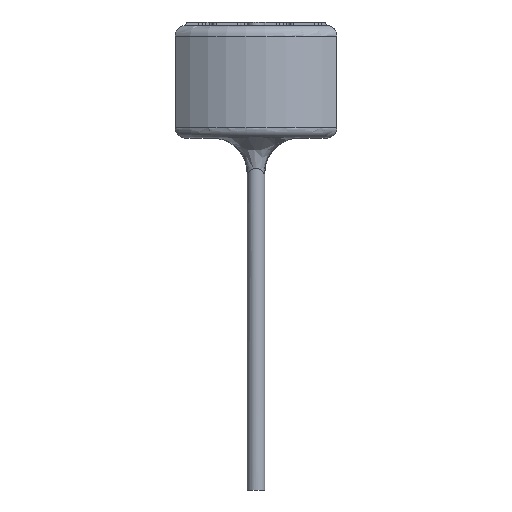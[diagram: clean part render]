
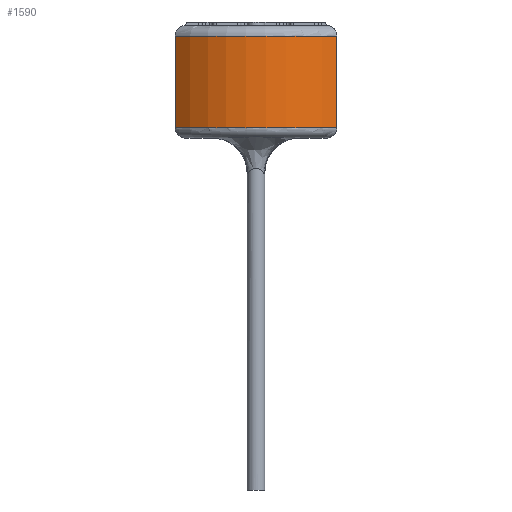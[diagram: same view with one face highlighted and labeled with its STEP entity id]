
A CAD part, front view. The second image highlights one B-rep face of the part: STEP entity #1590.
In plain terms, the highlighted cylindrical face has radius 3.259 mm (diameter 6.518 mm), a partial arc.
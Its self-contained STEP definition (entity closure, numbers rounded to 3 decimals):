
#345 = TOROIDAL_SURFACE('',#346,2.959,0.3);
#346 = AXIS2_PLACEMENT_3D('',#347,#348,#349);
#347 = CARTESIAN_POINT('',(0.,0.609,0.3));
#348 = DIRECTION('',(0.,0.,-1.));
#349 = DIRECTION('',(-0.706,-0.709,-0.));
#671 = VERTEX_POINT('',#672);
#672 = CARTESIAN_POINT('',(2.3,-1.7,0.3));
#686 = PLANE('',#687);
#687 = AXIS2_PLACEMENT_3D('',#688,#689,#690);
#688 = CARTESIAN_POINT('',(2.3,1.7,0.));
#689 = DIRECTION('',(1.,0.,0.));
#690 = DIRECTION('',(0.,-1.,0.));
#816 = PLANE('',#817);
#817 = AXIS2_PLACEMENT_3D('',#818,#819,#820);
#818 = CARTESIAN_POINT('',(-2.3,-1.7,0.));
#819 = DIRECTION('',(-1.,0.,0.));
#820 = DIRECTION('',(0.,1.,0.));
#833 = VERTEX_POINT('',#834);
#834 = CARTESIAN_POINT('',(-2.3,-1.7,0.3));
#925 = EDGE_CURVE('',#833,#671,#926,.T.);
#926 = SURFACE_CURVE('',#927,(#932,#939),.PCURVE_S1.);
#927 = CIRCLE('',#928,3.259);
#928 = AXIS2_PLACEMENT_3D('',#929,#930,#931);
#929 = CARTESIAN_POINT('',(0.,0.609,0.3));
#930 = DIRECTION('',(-0.,0.,1.));
#931 = DIRECTION('',(-0.706,-0.709,-0.));
#932 = PCURVE('',#345,#933);
#933 = DEFINITIONAL_REPRESENTATION('',(#934),#938);
#934 = LINE('',#935,#936);
#935 = CARTESIAN_POINT('',(-0.,0.));
#936 = VECTOR('',#937,1.);
#937 = DIRECTION('',(-1.,0.));
#938 = ( GEOMETRIC_REPRESENTATION_CONTEXT(2) 
PARAMETRIC_REPRESENTATION_CONTEXT() REPRESENTATION_CONTEXT('2D SPACE',''
  ) );
#939 = PCURVE('',#940,#945);
#940 = CYLINDRICAL_SURFACE('',#941,3.259);
#941 = AXIS2_PLACEMENT_3D('',#942,#943,#944);
#942 = CARTESIAN_POINT('',(0.,0.609,0.));
#943 = DIRECTION('',(-0.,-0.,-1.));
#944 = DIRECTION('',(1.,0.,0.));
#945 = DEFINITIONAL_REPRESENTATION('',(#946),#950);
#946 = LINE('',#947,#948);
#947 = CARTESIAN_POINT('',(-3.929,-0.3));
#948 = VECTOR('',#949,1.);
#949 = DIRECTION('',(-1.,0.));
#950 = ( GEOMETRIC_REPRESENTATION_CONTEXT(2) 
PARAMETRIC_REPRESENTATION_CONTEXT() REPRESENTATION_CONTEXT('2D SPACE',''
  ) );
#1308 = VERTEX_POINT('',#1309);
#1309 = CARTESIAN_POINT('',(2.3,-1.7,2.9));
#1335 = EDGE_CURVE('',#671,#1308,#1336,.T.);
#1336 = SURFACE_CURVE('',#1337,(#1341,#1348),.PCURVE_S1.);
#1337 = LINE('',#1338,#1339);
#1338 = CARTESIAN_POINT('',(2.3,-1.7,0.));
#1339 = VECTOR('',#1340,1.);
#1340 = DIRECTION('',(0.,0.,1.));
#1341 = PCURVE('',#686,#1342);
#1342 = DEFINITIONAL_REPRESENTATION('',(#1343),#1347);
#1343 = LINE('',#1344,#1345);
#1344 = CARTESIAN_POINT('',(3.4,0.));
#1345 = VECTOR('',#1346,1.);
#1346 = DIRECTION('',(0.,-1.));
#1347 = ( GEOMETRIC_REPRESENTATION_CONTEXT(2) 
PARAMETRIC_REPRESENTATION_CONTEXT() REPRESENTATION_CONTEXT('2D SPACE',''
  ) );
#1348 = PCURVE('',#940,#1349);
#1349 = DEFINITIONAL_REPRESENTATION('',(#1350),#1354);
#1350 = LINE('',#1351,#1352);
#1351 = CARTESIAN_POINT('',(-5.496,0.));
#1352 = VECTOR('',#1353,1.);
#1353 = DIRECTION('',(-0.,-1.));
#1354 = ( GEOMETRIC_REPRESENTATION_CONTEXT(2) 
PARAMETRIC_REPRESENTATION_CONTEXT() REPRESENTATION_CONTEXT('2D SPACE',''
  ) );
#1500 = EDGE_CURVE('',#833,#1501,#1503,.T.);
#1501 = VERTEX_POINT('',#1502);
#1502 = CARTESIAN_POINT('',(-2.3,-1.7,2.9));
#1503 = SURFACE_CURVE('',#1504,(#1508,#1515),.PCURVE_S1.);
#1504 = LINE('',#1505,#1506);
#1505 = CARTESIAN_POINT('',(-2.3,-1.7,0.));
#1506 = VECTOR('',#1507,1.);
#1507 = DIRECTION('',(0.,0.,1.));
#1508 = PCURVE('',#816,#1509);
#1509 = DEFINITIONAL_REPRESENTATION('',(#1510),#1514);
#1510 = LINE('',#1511,#1512);
#1511 = CARTESIAN_POINT('',(0.,0.));
#1512 = VECTOR('',#1513,1.);
#1513 = DIRECTION('',(0.,-1.));
#1514 = ( GEOMETRIC_REPRESENTATION_CONTEXT(2) 
PARAMETRIC_REPRESENTATION_CONTEXT() REPRESENTATION_CONTEXT('2D SPACE',''
  ) );
#1515 = PCURVE('',#940,#1516);
#1516 = DEFINITIONAL_REPRESENTATION('',(#1517),#1521);
#1517 = LINE('',#1518,#1519);
#1518 = CARTESIAN_POINT('',(-3.929,0.));
#1519 = VECTOR('',#1520,1.);
#1520 = DIRECTION('',(-0.,-1.));
#1521 = ( GEOMETRIC_REPRESENTATION_CONTEXT(2) 
PARAMETRIC_REPRESENTATION_CONTEXT() REPRESENTATION_CONTEXT('2D SPACE',''
  ) );
#1590 = ADVANCED_FACE('',(#1591),#940,.T.);
#1591 = FACE_BOUND('',#1592,.F.);
#1592 = EDGE_LOOP('',(#1593,#1594,#1621,#1622));
#1593 = ORIENTED_EDGE('',*,*,#1500,.T.);
#1594 = ORIENTED_EDGE('',*,*,#1595,.T.);
#1595 = EDGE_CURVE('',#1501,#1308,#1596,.T.);
#1596 = SURFACE_CURVE('',#1597,(#1602,#1609),.PCURVE_S1.);
#1597 = CIRCLE('',#1598,3.259);
#1598 = AXIS2_PLACEMENT_3D('',#1599,#1600,#1601);
#1599 = CARTESIAN_POINT('',(0.,0.609,2.9));
#1600 = DIRECTION('',(-0.,0.,1.));
#1601 = DIRECTION('',(-0.706,-0.709,-0.));
#1602 = PCURVE('',#940,#1603);
#1603 = DEFINITIONAL_REPRESENTATION('',(#1604),#1608);
#1604 = LINE('',#1605,#1606);
#1605 = CARTESIAN_POINT('',(-3.929,-2.9));
#1606 = VECTOR('',#1607,1.);
#1607 = DIRECTION('',(-1.,0.));
#1608 = ( GEOMETRIC_REPRESENTATION_CONTEXT(2) 
PARAMETRIC_REPRESENTATION_CONTEXT() REPRESENTATION_CONTEXT('2D SPACE',''
  ) );
#1609 = PCURVE('',#1610,#1615);
#1610 = TOROIDAL_SURFACE('',#1611,2.959,0.3);
#1611 = AXIS2_PLACEMENT_3D('',#1612,#1613,#1614);
#1612 = CARTESIAN_POINT('',(0.,0.609,2.9));
#1613 = DIRECTION('',(0.,0.,1.));
#1614 = DIRECTION('',(-0.706,-0.709,-0.));
#1615 = DEFINITIONAL_REPRESENTATION('',(#1616),#1620);
#1616 = LINE('',#1617,#1618);
#1617 = CARTESIAN_POINT('',(0.,0.));
#1618 = VECTOR('',#1619,1.);
#1619 = DIRECTION('',(1.,0.));
#1620 = ( GEOMETRIC_REPRESENTATION_CONTEXT(2) 
PARAMETRIC_REPRESENTATION_CONTEXT() REPRESENTATION_CONTEXT('2D SPACE',''
  ) );
#1621 = ORIENTED_EDGE('',*,*,#1335,.F.);
#1622 = ORIENTED_EDGE('',*,*,#925,.F.);
